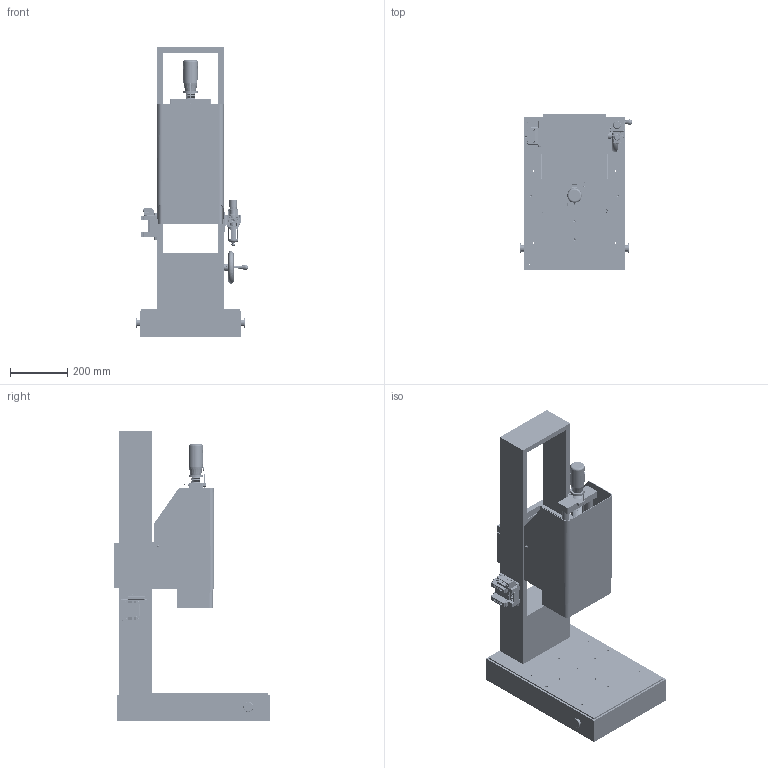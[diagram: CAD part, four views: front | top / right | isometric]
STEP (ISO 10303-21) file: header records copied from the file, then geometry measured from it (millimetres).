
FILE_DESCRIPTION(('', 'CAx-IF Rec.Pracs.---Representation and Presentation of Product Manufacturing Information (PMI)---4.0---2014-10-13'),'2;1');
FILE_NAME('AP10 - EMAIL.STP', '2024-08-01T15:34:05',(''), (''), 'Kubotek Kosmos Version 5.3.13691.13691', 'KeyCreator Pro', '');
FILE_SCHEMA(('AP242_MANAGED_MODEL_BASED_3D_ENGINEERING_MIM_LF { 1 0 10303 442 4 1 4 }'));
Length unit declared in the file: inch
Bounding box: 392.63 x 545.6 x 1009.9 mm (x, y, z)
Volume: 32227057.2 mm3; surface area: 3254251.2 mm2
Topology: 37 solids, 118 shells, 3798 faces, 9349 edges, 6135 vertices
Faces by surface type: plane 1771, cylinder 964, cone 626, bspline 199, sphere 124, torus 114
Full cylindrical faces by diameter (mm): 1 x25, 1.8 x8, 2 x2, 2.15 x2, 2.261 x14, 2.388 x2, 2.438 x1, 2.5 x4, 2.8 x1, 2.845 x1, 3 x9, 3.05 x1, 3.175 x9, 3.454 x5, 3.572 x12, 3.6 x4, 4 x2, 4.039 x6, 4.3 x4, 4.6 x1, 4.762 x1, 4.826 x2, 5 x6, 5.105 x4, 5.2 x1, 5.41 x1, 5.5 x5, 6 x2, 6.1 x8, 6.147 x1
Entity records: 144603 total; most frequent: CARTESIAN_POINT 41382, DIRECTION 18130, ORIENTED_EDGE 18082, GENERAL_PROPERTY 11651, EDGE_CURVE 9149, AXIS2_PLACEMENT_3D 6372, VERTEX_POINT 5901, VECTOR 5386
